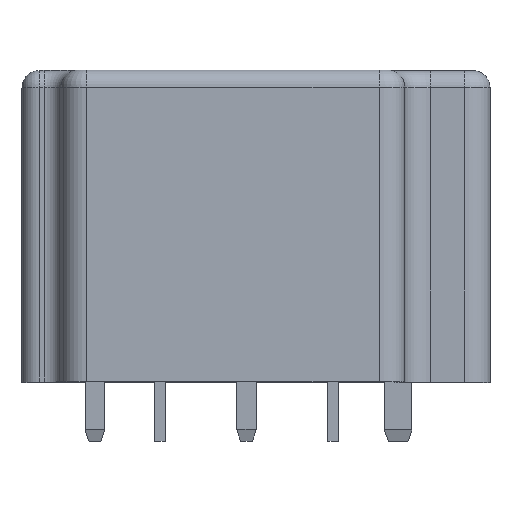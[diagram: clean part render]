
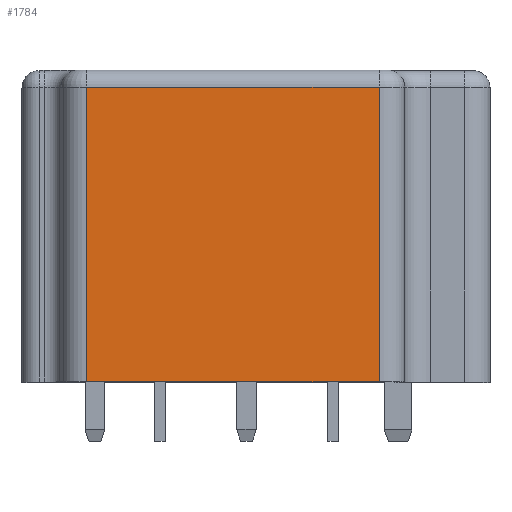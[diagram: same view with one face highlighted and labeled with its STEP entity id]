
A CAD part, top view. The second image highlights one B-rep face of the part: STEP entity #1784.
In plain terms, the highlighted planar face has unit normal (0, 0, 1).
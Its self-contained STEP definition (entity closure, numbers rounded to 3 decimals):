
#185 = PLANE ( 'NONE',  #25686 ) ;
#683 = ORIENTED_EDGE ( 'NONE', *, *, #26305, .T. ) ;
#1399 = CARTESIAN_POINT ( 'NONE',  ( -9.925, 0., 16.13 ) ) ;
#1784 = ADVANCED_FACE ( 'NONE', ( #13983 ), #185, .F. ) ;
#2892 = CARTESIAN_POINT ( 'NONE',  ( 7.215, 0., 16.13 ) ) ;
#6014 = EDGE_LOOP ( 'NONE', ( #7139, #30175, #30413, #683 ) ) ;
#6885 = LINE ( 'NONE', #13101, #12592 ) ;
#7139 = ORIENTED_EDGE ( 'NONE', *, *, #28893, .F. ) ;
#9018 = VERTEX_POINT ( 'NONE', #13569 ) ;
#9160 = VECTOR ( 'NONE', #19296, 1000. ) ;
#9885 = DIRECTION ( 'NONE',  ( -1., 0., 0. ) ) ;
#10120 = DIRECTION ( 'NONE',  ( 0., -1., 0. ) ) ;
#12592 = VECTOR ( 'NONE', #13211, 1000. ) ;
#13101 = CARTESIAN_POINT ( 'NONE',  ( -9.925, 0., 16.13 ) ) ;
#13211 = DIRECTION ( 'NONE',  ( 1., 0., 0. ) ) ;
#13569 = CARTESIAN_POINT ( 'NONE',  ( -9.925, 17.26, 16.13 ) ) ;
#13677 = EDGE_CURVE ( 'NONE', #26420, #9018, #15974, .T. ) ;
#13983 = FACE_OUTER_BOUND ( 'NONE', #6014, .T. ) ;
#14715 = CARTESIAN_POINT ( 'NONE',  ( 7.215, 18.26, 16.13 ) ) ;
#14778 = CARTESIAN_POINT ( 'NONE',  ( -9.925, 18.26, 16.13 ) ) ;
#15322 = LINE ( 'NONE', #14715, #20930 ) ;
#15601 = LINE ( 'NONE', #31190, #9160 ) ;
#15974 = LINE ( 'NONE', #27758, #22317 ) ;
#17295 = VERTEX_POINT ( 'NONE', #1399 ) ;
#18065 = VERTEX_POINT ( 'NONE', #2892 ) ;
#19296 = DIRECTION ( 'NONE',  ( 0., -1., 0. ) ) ;
#20930 = VECTOR ( 'NONE', #10120, 1000. ) ;
#22317 = VECTOR ( 'NONE', #23479, 1000. ) ;
#23479 = DIRECTION ( 'NONE',  ( -1., 0., 0. ) ) ;
#24460 = EDGE_CURVE ( 'NONE', #9018, #17295, #15601, .T. ) ;
#25686 = AXIS2_PLACEMENT_3D ( 'NONE', #14778, #26646, #9885 ) ;
#26305 = EDGE_CURVE ( 'NONE', #17295, #18065, #6885, .T. ) ;
#26420 = VERTEX_POINT ( 'NONE', #30043 ) ;
#26646 = DIRECTION ( 'NONE',  ( 0., 0., -1. ) ) ;
#27758 = CARTESIAN_POINT ( 'NONE',  ( -9.925, 17.26, 16.13 ) ) ;
#28893 = EDGE_CURVE ( 'NONE', #26420, #18065, #15322, .T. ) ;
#30043 = CARTESIAN_POINT ( 'NONE',  ( 7.215, 17.26, 16.13 ) ) ;
#30175 = ORIENTED_EDGE ( 'NONE', *, *, #13677, .T. ) ;
#30413 = ORIENTED_EDGE ( 'NONE', *, *, #24460, .T. ) ;
#31190 = CARTESIAN_POINT ( 'NONE',  ( -9.925, 18.26, 16.13 ) ) ;
